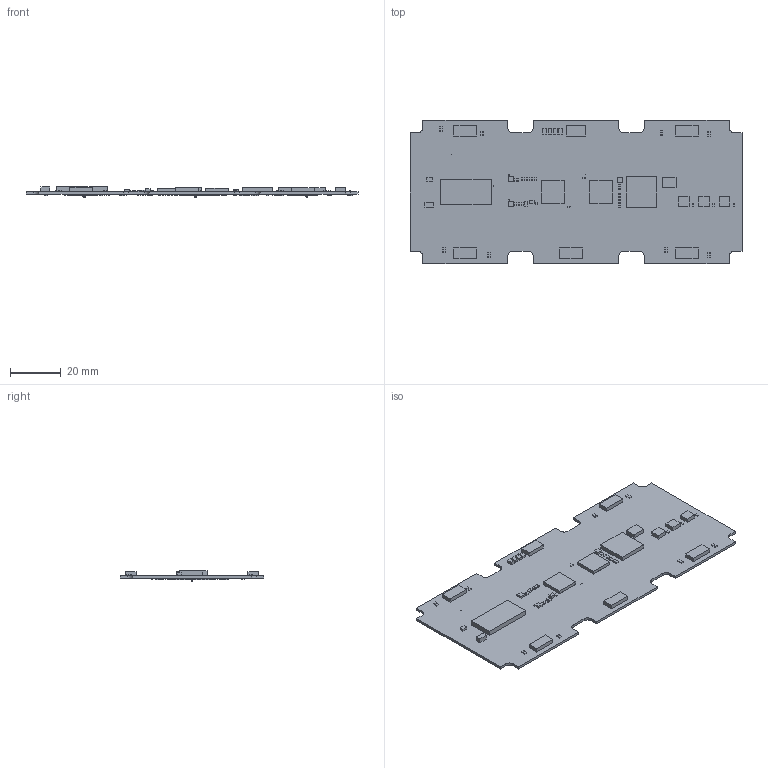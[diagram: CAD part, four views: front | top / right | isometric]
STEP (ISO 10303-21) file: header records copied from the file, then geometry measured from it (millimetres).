
FILE_DESCRIPTION(('Open CASCADE Model'),'2;1');
FILE_NAME('Open CASCADE Shape Model','2020-08-31T11:10:09',('Author'),( 'Open CASCADE'),'Open CASCADE STEP processor 6.8','Open CASCADE 6.8' ,'Unknown');
FILE_SCHEMA(('AUTOMOTIVE_DESIGN { 1 0 10303 214 1 1 1 1 }'));
Length unit declared in the file: millimetre
Products named in the file (228): PCB; Board; Open CASCADE STEP translator 6.8 3.1.1; P12; 5947310000; Extruded; R242; 9338710800; R241; 9338711280; R240; R216; 6076889136; P17; 5947508592; P16; P4; P15; 5947302800; P14; P3; P2; R239; R238; R237; R236; R235; R234; R233; IC3; 6011027840; C214; 6076885536; C213; 6026817152; C212; C211; C210; C209; C140 ...
Assembly tree (378 placements, depth 4):
  PCB
    Board
      Open CASCADE STEP translator 6.8 3.1.1
    P12
      5947310000
        Extruded
    R242
      9338710800
        Extruded
    R241
      9338711280
        Extruded
    R240
      9338711280
        Extruded
    R216
      6076889136
        Extruded
    P17
      5947508592
        Extruded
    P16
      5947508592
        Extruded
    P4
      5947508592
        Extruded
    P15
      5947302800
        Extruded
    P14
      5947302800
        Extruded
    P3
      5947302800
        Extruded
    P2
      5947302800
        Extruded
    R239
      6076889136
        Extruded
    R238
      6076889136
        Extruded
    R237
      6076889136
        Extruded
    R236
      6076889136
        Extruded
    R235
      6076889136
        Extruded
    R234
      6076889136
        Extruded
    R233
      6076889136
        Extruded
Bounding box: 130.3 x 56.5 x 4.24 mm (x, y, z)
Volume: 8626.7 mm3; surface area: 18034.9 mm2
Topology: 177 solids, 177 shells, 1754 faces, 4119 edges, 2719 vertices
Faces by surface type: plane 1221, cylinder 452, bspline 42, extrusion 27, torus 6, sphere 6
Full cylindrical faces by diameter (mm): 0.15 x220, 0.3 x82, 0.32 x6
Entity records: 27779 total; most frequent: CARTESIAN_POINT 5405, DIRECTION 4251, ORIENTED_EDGE 3330, AXIS2_PLACEMENT_3D 1688, EDGE_CURVE 1665, FACE_BOUND 1236, EDGE_LOOP 1236, VERTEX_POINT 1101
